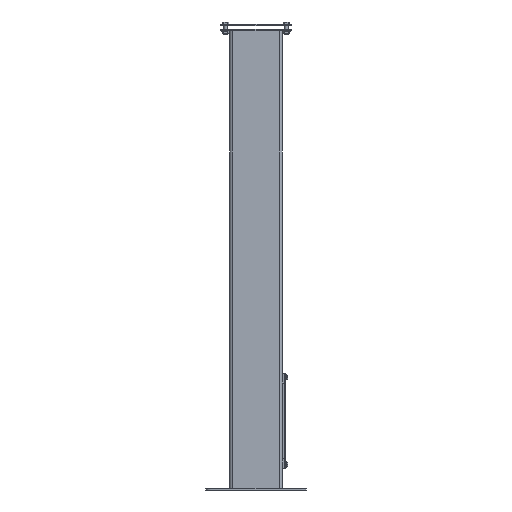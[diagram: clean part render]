
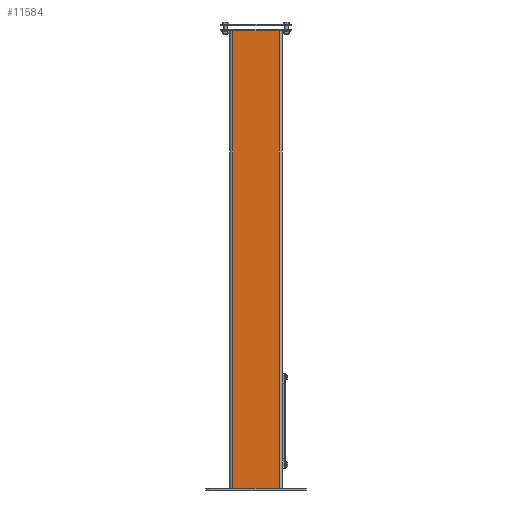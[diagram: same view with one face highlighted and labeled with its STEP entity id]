
A CAD part, left-side view. The second image highlights one B-rep face of the part: STEP entity #11584.
In plain terms, the highlighted planar face has unit normal (-1, 0, 0).
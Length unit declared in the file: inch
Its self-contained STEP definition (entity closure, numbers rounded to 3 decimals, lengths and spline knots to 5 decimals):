
#130 = CARTESIAN_POINT ( 'NONE',  ( 2.67733, 2.86295, 18.07692 ) ) ;
#260 = CARTESIAN_POINT ( 'NONE',  ( 2.67733, 6.36295, -16.67308 ) ) ;
#400 = EDGE_CURVE ( 'NONE', #2975, #1149, #8342, .T. ) ;
#556 = CARTESIAN_POINT ( 'NONE',  ( 2.67733, 2.86295, 18.07692 ) ) ;
#1006 = CARTESIAN_POINT ( 'NONE',  ( 2.67733, 2.86295, -16.67308 ) ) ;
#1149 = VERTEX_POINT ( 'NONE', #556 ) ;
#1368 = EDGE_CURVE ( 'NONE', #9294, #2079, #8997, .T. ) ;
#2079 = VERTEX_POINT ( 'NONE', #6911 ) ;
#2105 = LINE ( 'NONE', #8391, #4020 ) ;
#2122 = CARTESIAN_POINT ( 'NONE',  ( 2.67733, 2.86295, 18.07692 ) ) ;
#2237 = DIRECTION ( 'NONE',  ( 0., 0., 1. ) ) ;
#2620 = EDGE_CURVE ( 'NONE', #1149, #2079, #10837, .T. ) ;
#2725 = DIRECTION ( 'NONE',  ( 0., 0., 1. ) ) ;
#2775 = CARTESIAN_POINT ( 'NONE',  ( 2.67733, 6.36295, 18.07692 ) ) ;
#2975 = VERTEX_POINT ( 'NONE', #1006 ) ;
#3497 = DIRECTION ( 'NONE',  ( 0., 1., 0. ) ) ;
#3598 = VECTOR ( 'NONE', #3497, 39.37008 ) ;
#3713 = DIRECTION ( 'NONE',  ( -1., 0., 0. ) ) ;
#3817 = DIRECTION ( 'NONE',  ( 0., 0., 1. ) ) ;
#4020 = VECTOR ( 'NONE', #6034, 39.37008 ) ;
#4040 = ORIENTED_EDGE ( 'NONE', *, *, #1368, .F. ) ;
#4545 = CARTESIAN_POINT ( 'NONE',  ( 2.67733, 6.36295, 18.07692 ) ) ;
#5640 = PLANE ( 'NONE',  #8565 ) ;
#5803 = ORIENTED_EDGE ( 'NONE', *, *, #2620, .T. ) ;
#6034 = DIRECTION ( 'NONE',  ( 0., 1., 0. ) ) ;
#6051 = EDGE_LOOP ( 'NONE', ( #5803, #4040, #8247, #7477 ) ) ;
#6138 = VECTOR ( 'NONE', #2725, 39.37008 ) ;
#6911 = CARTESIAN_POINT ( 'NONE',  ( 2.67733, 6.36295, 18.07692 ) ) ;
#7477 = ORIENTED_EDGE ( 'NONE', *, *, #400, .T. ) ;
#8169 = FACE_OUTER_BOUND ( 'NONE', #6051, .T. ) ;
#8247 = ORIENTED_EDGE ( 'NONE', *, *, #8589, .F. ) ;
#8342 = LINE ( 'NONE', #2122, #11126 ) ;
#8391 = CARTESIAN_POINT ( 'NONE',  ( 2.67733, 6.36295, -16.67308 ) ) ;
#8565 = AXIS2_PLACEMENT_3D ( 'NONE', #130, #3713, #3817 ) ;
#8589 = EDGE_CURVE ( 'NONE', #2975, #9294, #2105, .T. ) ;
#8997 = LINE ( 'NONE', #2775, #6138 ) ;
#9294 = VERTEX_POINT ( 'NONE', #260 ) ;
#10837 = LINE ( 'NONE', #4545, #3598 ) ;
#11126 = VECTOR ( 'NONE', #2237, 39.37008 ) ;
#11584 = ADVANCED_FACE ( 'NONE', ( #8169 ), #5640, .T. ) ;
